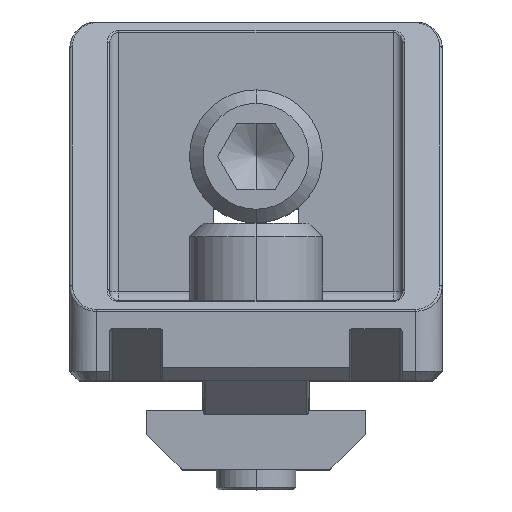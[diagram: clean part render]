
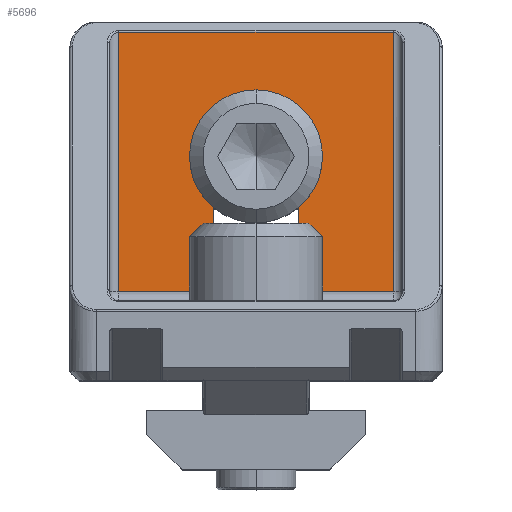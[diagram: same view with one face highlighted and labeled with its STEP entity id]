
A CAD part, top view. The second image highlights one B-rep face of the part: STEP entity #5696.
In plain terms, the highlighted planar face has unit normal (0, 0, 1).
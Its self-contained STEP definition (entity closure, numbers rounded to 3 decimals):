
#780 = DIRECTION ( 'NONE',  ( 0., 1., 0. ) ) ;
#781 = VECTOR ( 'NONE', #780, 1000. ) ;
#782 = CARTESIAN_POINT ( 'NONE',  ( 3.2, 20.2, 6. ) ) ;
#783 = LINE ( 'NONE', #782, #781 ) ;
#853 = CARTESIAN_POINT ( 'NONE',  ( -3.2, 11.295, 6. ) ) ;
#854 = DIRECTION ( 'NONE',  ( 0., -1., 0. ) ) ;
#855 = VECTOR ( 'NONE', #854, 1000. ) ;
#856 = CARTESIAN_POINT ( 'NONE',  ( -3.2, 20.2, 6. ) ) ;
#857 = LINE ( 'NONE', #856, #855 ) ;
#858 = CARTESIAN_POINT ( 'NONE',  ( -3.2, 19.5, 6. ) ) ;
#1025 = CARTESIAN_POINT ( 'NONE',  ( 3.2, 19.5, 6. ) ) ;
#1026 = CARTESIAN_POINT ( 'NONE',  ( 3.2, 11.295, 6. ) ) ;
#1162 = CARTESIAN_POINT ( 'NONE',  ( -2.5, 19.5, 6. ) ) ;
#1163 = AXIS2_PLACEMENT_3D ( 'NONE', #1162, #1168, #1164 ) ;
#1164 = DIRECTION ( 'NONE',  ( -1., 0., 0. ) ) ;
#1168 = DIRECTION ( 'NONE',  ( 0., 0., -1. ) ) ;
#1191 = CARTESIAN_POINT ( 'NONE',  ( -10.3, 26.217, 6. ) ) ;
#1192 = LINE ( 'NONE', #1191, #1221 ) ;
#1220 = DIRECTION ( 'NONE',  ( -1., 0., 0. ) ) ;
#1221 = VECTOR ( 'NONE', #1220, 1000. ) ;
#1273 = CARTESIAN_POINT ( 'NONE',  ( 2.5, 10.3, 6. ) ) ;
#1274 =( BOUNDED_CURVE ( )  B_SPLINE_CURVE ( 3, ( #1317, #1316, #1315, #1314 ),
 .UNSPECIFIED., .F., .T. ) 
 B_SPLINE_CURVE_WITH_KNOTS ( ( 4, 4 ),
 ( 1.571, 3.142 ),
 .UNSPECIFIED. ) 
 CURVE ( )  GEOMETRIC_REPRESENTATION_ITEM ( )  RATIONAL_B_SPLINE_CURVE ( ( 1., 0.805, 0.805, 1. ) ) 
 REPRESENTATION_ITEM ( '' )  );
#1275 = CARTESIAN_POINT ( 'NONE',  ( 3.2, 10.3, 6. ) ) ;
#1311 = CARTESIAN_POINT ( 'NONE',  ( -2.5, 10.3, 6. ) ) ;
#1312 = DIRECTION ( 'NONE',  ( 1., 0., 0. ) ) ;
#1313 = VECTOR ( 'NONE', #1312, 1000. ) ;
#1314 = CARTESIAN_POINT ( 'NONE',  ( 2.5, 10.3, 6. ) ) ;
#1315 = CARTESIAN_POINT ( 'NONE',  ( 2.91, 10.3, 6. ) ) ;
#1316 = CARTESIAN_POINT ( 'NONE',  ( 3.2, 10.712, 6. ) ) ;
#1317 = CARTESIAN_POINT ( 'NONE',  ( 3.2, 11.295, 6. ) ) ;
#1318 = LINE ( 'NONE', #1275, #1313 ) ;
#1339 = DIRECTION ( 'NONE',  ( 1., 0., 0. ) ) ;
#1340 = VECTOR ( 'NONE', #1339, 1000. ) ;
#1341 = CARTESIAN_POINT ( 'NONE',  ( 11., 6.7, 6. ) ) ;
#1349 = LINE ( 'NONE', #1341, #1340 ) ;
#1482 = FACE_OUTER_BOUND ( 'NONE', #5720, .T. ) ;
#1483 = FACE_BOUND ( 'NONE', #5697, .T. ) ;
#1486 = CIRCLE ( 'NONE', #1163, 0.7 ) ;
#1488 = DIRECTION ( 'NONE',  ( -1., 0., 0. ) ) ;
#1489 = DIRECTION ( 'NONE',  ( 0., 0., -1. ) ) ;
#1490 = CARTESIAN_POINT ( 'NONE',  ( -42.709, 26.3, 6. ) ) ;
#1491 = AXIS2_PLACEMENT_3D ( 'NONE', #1490, #1489, #1488 ) ;
#1492 = PLANE ( 'NONE',  #1491 ) ;
#1505 = AXIS2_PLACEMENT_3D ( 'NONE', #1540, #1511, #1510 ) ;
#1506 = CIRCLE ( 'NONE', #1505, 0.7 ) ;
#1510 = DIRECTION ( 'NONE',  ( -1., 0., 0. ) ) ;
#1511 = DIRECTION ( 'NONE',  ( 0., 0., -1. ) ) ;
#1514 = CARTESIAN_POINT ( 'NONE',  ( 2.5, 20.2, 6. ) ) ;
#1515 = DIRECTION ( 'NONE',  ( -1., 0., 0. ) ) ;
#1516 = VECTOR ( 'NONE', #1515, 1000. ) ;
#1517 = CARTESIAN_POINT ( 'NONE',  ( 3.2, 20.2, 6. ) ) ;
#1518 = LINE ( 'NONE', #1517, #1516 ) ;
#1519 = CARTESIAN_POINT ( 'NONE',  ( -2.5, 20.2, 6. ) ) ;
#1520 = CARTESIAN_POINT ( 'NONE',  ( -3.2, 11.295, 6. ) ) ;
#1521 = CARTESIAN_POINT ( 'NONE',  ( -3.2, 10.712, 6. ) ) ;
#1522 = CARTESIAN_POINT ( 'NONE',  ( -2.91, 10.3, 6. ) ) ;
#1523 = CARTESIAN_POINT ( 'NONE',  ( -2.5, 10.3, 6. ) ) ;
#1527 = CARTESIAN_POINT ( 'NONE',  ( 10.3, 26.217, 6. ) ) ;
#1528 = CARTESIAN_POINT ( 'NONE',  ( 10.3, 6.7, 6. ) ) ;
#1529 = DIRECTION ( 'NONE',  ( 0., 1., 0. ) ) ;
#1530 = VECTOR ( 'NONE', #1529, 1000. ) ;
#1531 = CARTESIAN_POINT ( 'NONE',  ( 10.3, 26.3, 6. ) ) ;
#1532 = LINE ( 'NONE', #1531, #1530 ) ;
#1539 =( BOUNDED_CURVE ( )  B_SPLINE_CURVE ( 3, ( #1523, #1522, #1521, #1520 ),
 .UNSPECIFIED., .F., .T. ) 
 B_SPLINE_CURVE_WITH_KNOTS ( ( 4, 4 ),
 ( 3.142, 4.712 ),
 .UNSPECIFIED. ) 
 CURVE ( )  GEOMETRIC_REPRESENTATION_ITEM ( )  RATIONAL_B_SPLINE_CURVE ( ( 1., 0.805, 0.805, 1. ) ) 
 REPRESENTATION_ITEM ( '' )  );
#1540 = CARTESIAN_POINT ( 'NONE',  ( 2.5, 19.5, 6. ) ) ;
#1541 = CARTESIAN_POINT ( 'NONE',  ( -10.3, 26.217, 6. ) ) ;
#1548 = DIRECTION ( 'NONE',  ( 0., -1., 0. ) ) ;
#1549 = VECTOR ( 'NONE', #1548, 1000. ) ;
#1550 = CARTESIAN_POINT ( 'NONE',  ( -10.3, 6., 6. ) ) ;
#1551 = LINE ( 'NONE', #1550, #1549 ) ;
#1552 = CARTESIAN_POINT ( 'NONE',  ( -10.3, 6.7, 6. ) ) ;
#5382 = EDGE_CURVE ( 'NONE', #5417, #5418, #783, .T. ) ;
#5390 = VERTEX_POINT ( 'NONE', #858 ) ;
#5392 = EDGE_CURVE ( 'NONE', #5390, #5393, #857, .T. ) ;
#5393 = VERTEX_POINT ( 'NONE', #853 ) ;
#5417 = VERTEX_POINT ( 'NONE', #1026 ) ;
#5418 = VERTEX_POINT ( 'NONE', #1025 ) ;
#5582 = ORIENTED_EDGE ( 'NONE', *, *, #5382, .F. ) ;
#5583 = ORIENTED_EDGE ( 'NONE', *, *, #5584, .T. ) ;
#5584 = EDGE_CURVE ( 'NONE', #5417, #5585, #1274, .T. ) ;
#5585 = VERTEX_POINT ( 'NONE', #1273 ) ;
#5586 = ORIENTED_EDGE ( 'NONE', *, *, #5587, .F. ) ;
#5587 = EDGE_CURVE ( 'NONE', #5588, #5585, #1318, .T. ) ;
#5588 = VERTEX_POINT ( 'NONE', #1311 ) ;
#5596 = EDGE_CURVE ( 'NONE', #5730, #5723, #1349, .T. ) ;
#5696 = ADVANCED_FACE ( 'NONE', ( #1483, #1482 ), #1492, .F. ) ;
#5697 = EDGE_LOOP ( 'NONE', ( #5698, #5699, #5702, #5705, #5582, #5583, #5586, #5718 ) ) ;
#5698 = ORIENTED_EDGE ( 'NONE', *, *, #5392, .F. ) ;
#5699 = ORIENTED_EDGE ( 'NONE', *, *, #5700, .T. ) ;
#5700 = EDGE_CURVE ( 'NONE', #5390, #5701, #1486, .T. ) ;
#5701 = VERTEX_POINT ( 'NONE', #1519 ) ;
#5702 = ORIENTED_EDGE ( 'NONE', *, *, #5703, .F. ) ;
#5703 = EDGE_CURVE ( 'NONE', #5704, #5701, #1518, .T. ) ;
#5704 = VERTEX_POINT ( 'NONE', #1514 ) ;
#5705 = ORIENTED_EDGE ( 'NONE', *, *, #5706, .T. ) ;
#5706 = EDGE_CURVE ( 'NONE', #5704, #5418, #1506, .T. ) ;
#5718 = ORIENTED_EDGE ( 'NONE', *, *, #5719, .T. ) ;
#5719 = EDGE_CURVE ( 'NONE', #5588, #5393, #1539, .T. ) ;
#5720 = EDGE_LOOP ( 'NONE', ( #5721, #5725, #5728, #5731 ) ) ;
#5721 = ORIENTED_EDGE ( 'NONE', *, *, #5722, .T. ) ;
#5722 = EDGE_CURVE ( 'NONE', #5723, #5724, #1532, .T. ) ;
#5723 = VERTEX_POINT ( 'NONE', #1528 ) ;
#5724 = VERTEX_POINT ( 'NONE', #1527 ) ;
#5725 = ORIENTED_EDGE ( 'NONE', *, *, #5726, .T. ) ;
#5726 = EDGE_CURVE ( 'NONE', #5724, #5727, #1192, .T. ) ;
#5727 = VERTEX_POINT ( 'NONE', #1541 ) ;
#5728 = ORIENTED_EDGE ( 'NONE', *, *, #5729, .T. ) ;
#5729 = EDGE_CURVE ( 'NONE', #5727, #5730, #1551, .T. ) ;
#5730 = VERTEX_POINT ( 'NONE', #1552 ) ;
#5731 = ORIENTED_EDGE ( 'NONE', *, *, #5596, .T. ) ;
